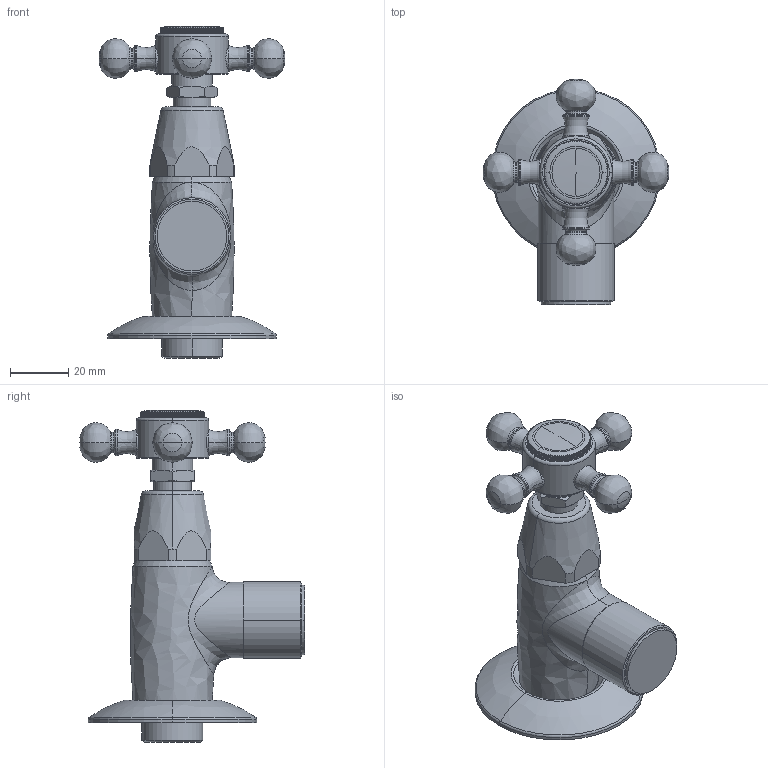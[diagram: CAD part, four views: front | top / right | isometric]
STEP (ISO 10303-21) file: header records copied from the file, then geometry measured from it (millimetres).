
FILE_DESCRIPTION((''),'2;1');
FILE_NAME('VLV206CR','2021-11-11T08:45:40',('ut3'),('PAFFONI SpA'),'CREO PARAMETRIC BY PTC INC, 2020044','CREO PARAMETRIC BY PTC INC, 2020044','');
FILE_SCHEMA(('CONFIG_CONTROL_DESIGN','SHAPE_APPEARANCE_LAYERS_GROUPS'));
Length unit declared in the file: millimetre
Products named in the file (1): VLV206CR
Bounding box: 64.07 x 77.54 x 114.4 mm (x, y, z)
Volume: 93626.8 mm3; surface area: 20585.4 mm2
Topology: 1 solids, 1 shells, 468 faces, 1262 edges, 802 vertices
Faces by surface type: plane 228, cylinder 148, torus 46, cone 22, bspline 14, sphere 10
Entity records: 20010 total; most frequent: CARTESIAN_POINT 4654, ORIENTED_EDGE 2504, DIRECTION 2354, EDGE_CURVE 1252, AXIS2_PLACEMENT_3D 892, VERTEX_POINT 802, VECTOR 570, LINE 570
